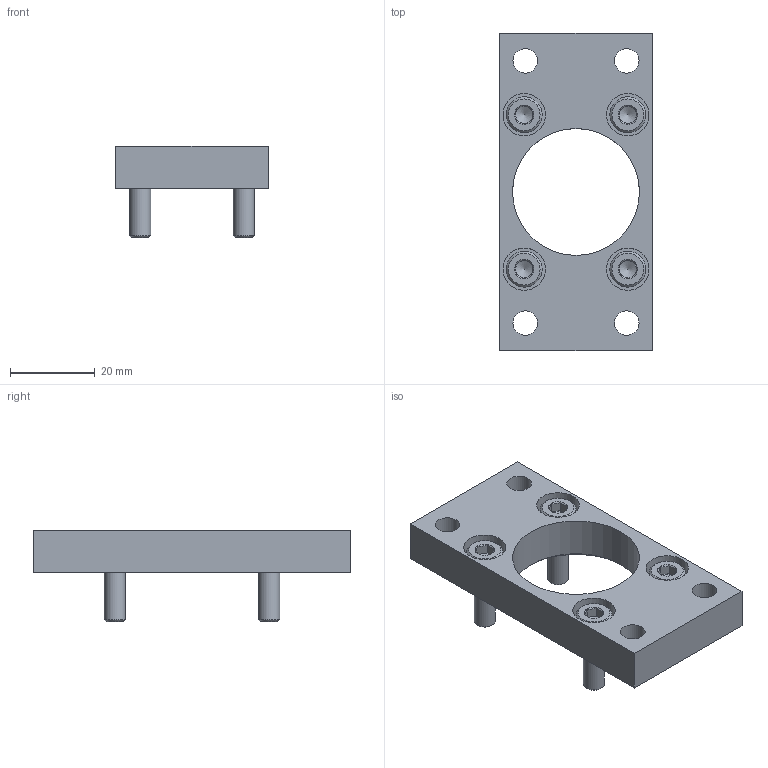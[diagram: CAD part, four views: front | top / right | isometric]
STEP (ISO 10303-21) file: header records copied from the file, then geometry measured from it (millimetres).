
FILE_DESCRIPTION(/* description */ ('STEP AP214'),/* implementation_level */ '2;1');
FILE_NAME(/* name */ '14887_FZS-32',/* time_stamp */ '2024-08-28T19:50:09+02:00',/* author */ ('License CC BY-ND 4.0'),/* organization */ ('CADENAS'),/* preprocessor_version */ 'ST-DEVELOPER v19.3',/* originating_system */ 'PARTsolutions',/* authorisation */ ' ');
FILE_SCHEMA (('AUTOMOTIVE_DESIGN {1 0 10303 214 3 1 1}'));
Length unit declared in the file: millimetre
Products named in the file (3): 14887 FZS-32; 14887 FZS-32_p; DIN-912 - M5x16(F)
Assembly tree (5 placements, depth 2):
  14887 FZS-32
    14887 FZS-32_p
    DIN-912 - M5x16(F)  x4
Bounding box: 36 x 75 x 21.7 mm (x, y, z)
Volume: 17641.6 mm3; surface area: 10828.9 mm2
Topology: 5 solids, 5 shells, 144 faces, 295 edges, 173 vertices
Faces by surface type: plane 74, cone 45, cylinder 25
Full cylindrical faces by diameter (mm): 5 x4, 5.8 x8, 8.5 x4, 10 x8, 30 x1
Entity records: 1541 total; most frequent: DIRECTION 272, CARTESIAN_POINT 251, ORIENTED_EDGE 182, AXIS2_PLACEMENT_3D 121, FACE_BOUND 113, EDGE_LOOP 112, EDGE_CURVE 91, VERTEX_POINT 70
